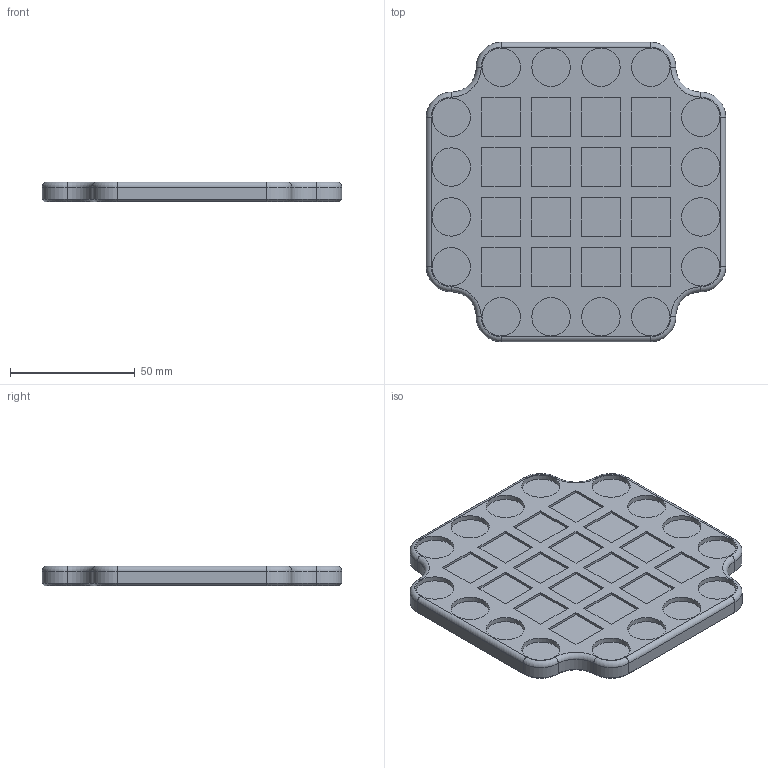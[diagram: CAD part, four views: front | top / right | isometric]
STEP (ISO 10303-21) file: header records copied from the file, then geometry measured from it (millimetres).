
FILE_DESCRIPTION(('FreeCAD Model'),'2;1');
FILE_NAME('Open CASCADE Shape Model','2024-05-06T17:36:31',('Author'),( ''),'Open CASCADE STEP processor 7.6','FreeCAD','Unknown');
FILE_SCHEMA(('AUTOMOTIVE_DESIGN { 1 0 10303 214 1 1 1 1 }'));
Length unit declared in the file: millimetre
Products named in the file (1): Body
Bounding box: 120 x 120 x 8 mm (x, y, z)
Volume: 90722.8 mm3; surface area: 31764.4 mm2
Topology: 1 solids, 17 shells, 210 faces, 400 edges, 256 vertices
Faces by surface type: plane 138, cylinder 48, cone 12, torus 12
Full cylindrical faces by diameter (mm): 4.3 x16, 15.4 x16
Entity records: 5246 total; most frequent: DIRECTION 950, CARTESIAN_POINT 867, ORIENTED_EDGE 800, EDGE_CURVE 400, AXIS2_PLACEMENT_3D 339, LINE 272, VECTOR 272, VERTEX_POINT 256
